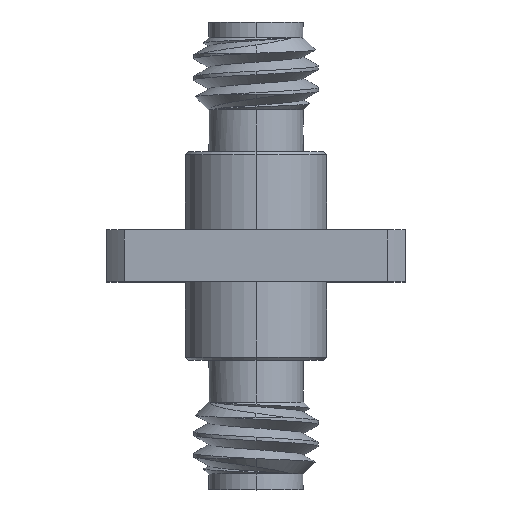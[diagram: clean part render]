
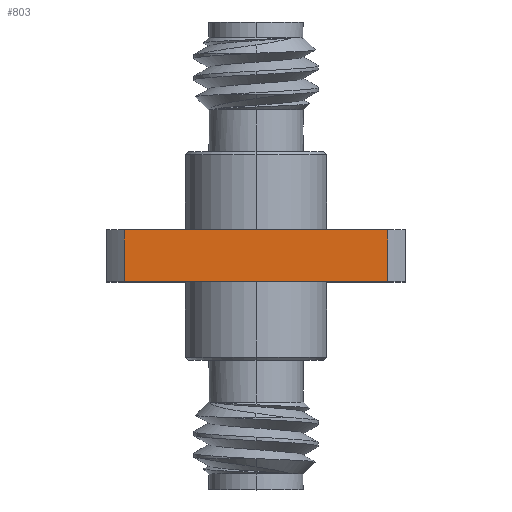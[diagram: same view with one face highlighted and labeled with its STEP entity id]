
A CAD part, top view. The second image highlights one B-rep face of the part: STEP entity #803.
In plain terms, the highlighted planar face has unit normal (0, 0, 1).
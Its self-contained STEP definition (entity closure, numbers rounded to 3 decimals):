
#98 = ORIENTED_EDGE ( 'NONE', *, *, #450, .T. ) ;
#110 = CARTESIAN_POINT ( 'NONE',  ( -4.76, -4.15, 4.76 ) ) ;
#181 = CARTESIAN_POINT ( 'NONE',  ( -4.203, -4.15, 4.76 ) ) ;
#276 = VERTEX_POINT ( 'NONE', #1290 ) ;
#371 = VERTEX_POINT ( 'NONE', #3250 ) ;
#450 = EDGE_CURVE ( 'NONE', #371, #1024, #771, .T. ) ;
#507 = VERTEX_POINT ( 'NONE', #1105 ) ;
#539 = VECTOR ( 'NONE', #827, 1000. ) ;
#771 = LINE ( 'NONE', #3198, #1241 ) ;
#784 = LINE ( 'NONE', #1904, #2047 ) ;
#803 = ADVANCED_FACE ( 'NONE', ( #864 ), #3084, .T. ) ;
#827 = DIRECTION ( 'NONE',  ( 1., 0., 0. ) ) ;
#864 = FACE_OUTER_BOUND ( 'NONE', #2819, .T. ) ;
#876 = VECTOR ( 'NONE', #2638, 1000. ) ;
#891 = EDGE_CURVE ( 'NONE', #1024, #507, #2061, .T. ) ;
#1024 = VERTEX_POINT ( 'NONE', #181 ) ;
#1105 = CARTESIAN_POINT ( 'NONE',  ( 4.203, -4.15, 4.76 ) ) ;
#1241 = VECTOR ( 'NONE', #3472, 1000. ) ;
#1258 = EDGE_CURVE ( 'NONE', #371, #276, #1402, .T. ) ;
#1290 = CARTESIAN_POINT ( 'NONE',  ( 4.203, -2.5, 4.76 ) ) ;
#1402 = LINE ( 'NONE', #1931, #539 ) ;
#1423 = ORIENTED_EDGE ( 'NONE', *, *, #1258, .F. ) ;
#1439 = DIRECTION ( 'NONE',  ( 1., 0., 0. ) ) ;
#1514 = ORIENTED_EDGE ( 'NONE', *, *, #1825, .T. ) ;
#1681 = CARTESIAN_POINT ( 'NONE',  ( -4.76, -4.15, 4.76 ) ) ;
#1825 = EDGE_CURVE ( 'NONE', #507, #276, #784, .T. ) ;
#1844 = AXIS2_PLACEMENT_3D ( 'NONE', #1681, #2020, #1439 ) ;
#1904 = CARTESIAN_POINT ( 'NONE',  ( 4.203, -10.78, 4.76 ) ) ;
#1931 = CARTESIAN_POINT ( 'NONE',  ( -4.76, -2.5, 4.76 ) ) ;
#2020 = DIRECTION ( 'NONE',  ( 0., 0., 1. ) ) ;
#2047 = VECTOR ( 'NONE', #2206, 1000. ) ;
#2061 = LINE ( 'NONE', #110, #876 ) ;
#2206 = DIRECTION ( 'NONE',  ( 0., 1., 0. ) ) ;
#2226 = ORIENTED_EDGE ( 'NONE', *, *, #891, .T. ) ;
#2638 = DIRECTION ( 'NONE',  ( 1., 0., 0. ) ) ;
#2819 = EDGE_LOOP ( 'NONE', ( #2226, #1514, #1423, #98 ) ) ;
#3084 = PLANE ( 'NONE',  #1844 ) ;
#3198 = CARTESIAN_POINT ( 'NONE',  ( -4.203, -10.78, 4.76 ) ) ;
#3250 = CARTESIAN_POINT ( 'NONE',  ( -4.203, -2.5, 4.76 ) ) ;
#3472 = DIRECTION ( 'NONE',  ( 0., -1., 0. ) ) ;
